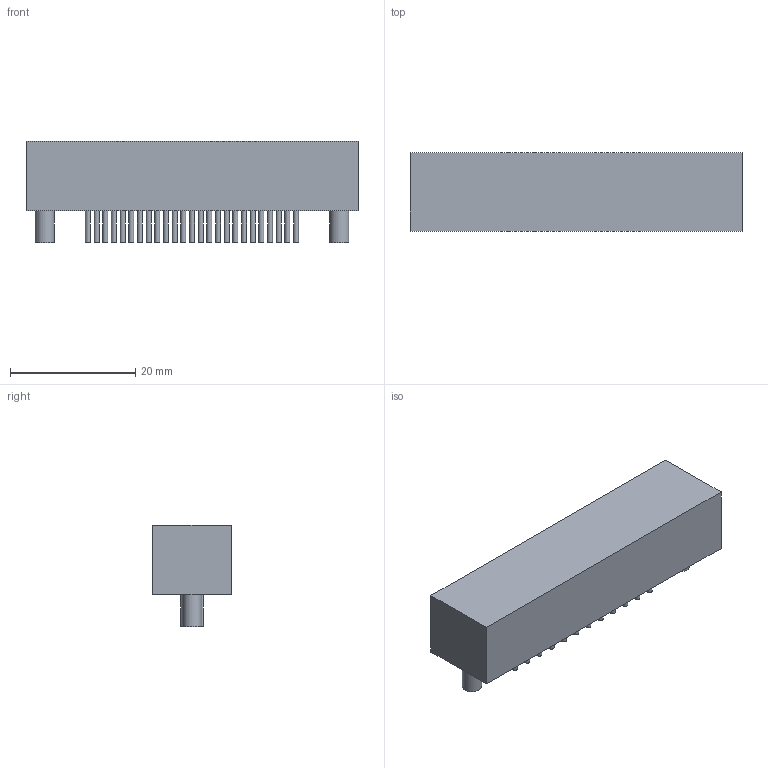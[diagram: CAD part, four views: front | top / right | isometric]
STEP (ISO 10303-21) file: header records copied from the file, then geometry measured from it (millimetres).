
FILE_DESCRIPTION(('FreeCAD Model'),'2;1');
FILE_NAME('463870.1.2.stp','2020-05-09T16:01:38',( 'Author'),(''),'Open CASCADE STEP processor 6.9','FreeCAD','Unknown' );
FILE_SCHEMA(('AUTOMOTIVE_DESIGN { 1 0 10303 214 1 1 1 1 }'));
Length unit declared in the file: millimetre
Products named in the file (3): ASSEMBLY; Body; Leads
Assembly tree (28 placements, depth 2):
  ASSEMBLY
    Body
    Leads  x27
Bounding box: 53.04 x 12.5 x 16.15 mm (x, y, z)
Surface area: 15602.2 mm2
Topology: 730 solids, 730 shells, 2193 faces, 2199 edges, 1466 vertices
Faces by surface type: plane 1464, cylinder 729
Full cylindrical faces by diameter (mm): 0.8 x675, 3.1 x54
Entity records: 3306 total; most frequent: DIRECTION 565, CARTESIAN_POINT 457, ORIENTED_EDGE 186, PCURVE 186, DEFINITIONAL_REPRESENTATION 186, LINE 171, VECTOR 171, AXIS2_PLACEMENT_3D 170
